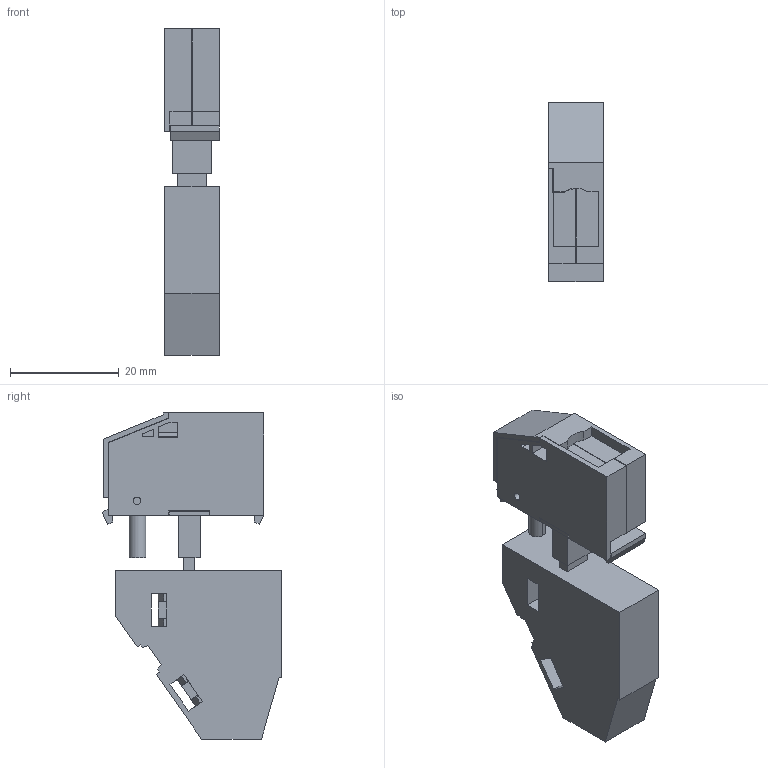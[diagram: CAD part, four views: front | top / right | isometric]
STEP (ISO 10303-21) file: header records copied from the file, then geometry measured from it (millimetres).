
FILE_DESCRIPTION(('CATIA V5R24 STEP','CAx-IF Rec.Pracs.--- Model Styling and Organization---1.2---2011-12-15'),'2;1');
FILE_NAME ('D1462109_0', '2017-11-28T09:58:57+00:00', ('Weidmueller Interface'), ('Weidmueller'), 'CATIA Version 5-6 Release 2014 SP4 HF52', 'CATIA V5 STEP AP214', 'none');
FILE_SCHEMA(('AUTOMOTIVE_DESIGN { 1 0 10303 214 1 1 1 1 }'));
Length unit declared in the file: millimetre
Products named in the file (1): 2439530000
Bounding box: 10.1 x 32.99 x 59.9 mm (x, y, z)
Volume: 12135.5 mm3; surface area: 6665.2 mm2
Topology: 4 solids, 4 shells, 266 faces, 734 edges, 488 vertices
Faces by surface type: plane 249, cylinder 17
Entity records: 8259 total; most frequent: ORIENTED_EDGE 1468, CARTESIAN_POINT 1451, DIRECTION 1131, EDGE_CURVE 734, VECTOR 691, LINE 691, VERTEX_POINT 488, EDGE_LOOP 286
